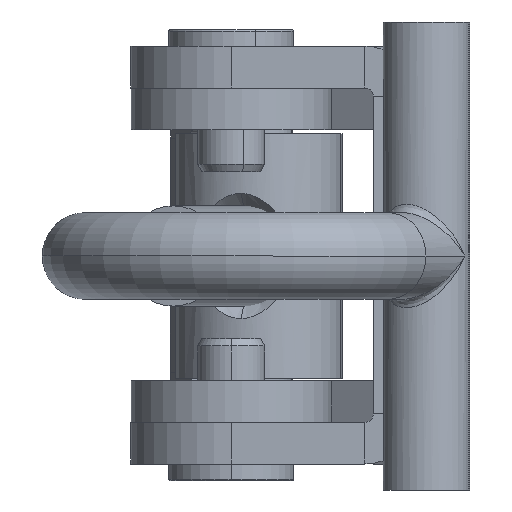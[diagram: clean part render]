
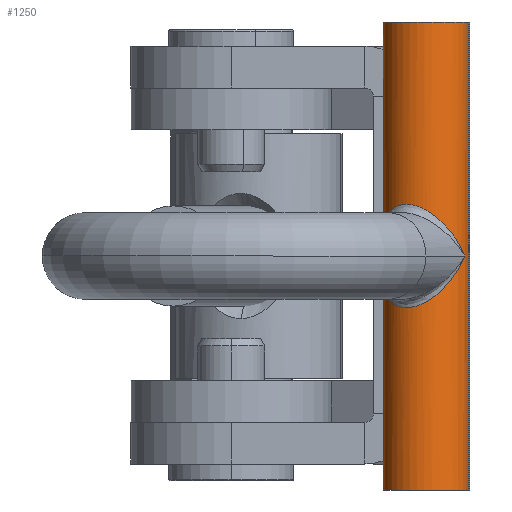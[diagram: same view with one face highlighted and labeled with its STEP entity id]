
A CAD part, left-side view. The second image highlights one B-rep face of the part: STEP entity #1250.
In plain terms, the highlighted cylindrical face has radius 2.59 mm (diameter 5.18 mm), a partial arc.
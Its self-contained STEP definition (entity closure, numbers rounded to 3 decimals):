
#24 = CARTESIAN_POINT ( 'NONE',  ( -21.595, 60.257, -4.859 ) ) ;
#58 = ORIENTED_EDGE ( 'NONE', *, *, #331, .T. ) ;
#131 = CARTESIAN_POINT ( 'NONE',  ( -22.649, 56.323, 0. ) ) ;
#177 = CYLINDRICAL_SURFACE ( 'NONE', #3002, 2.59 ) ;
#196 = VERTEX_POINT ( 'NONE', #1257 ) ;
#296 =( BOUNDED_CURVE ( )  B_SPLINE_CURVE ( 3, ( #996, #807, #2559, #131 ),
 .UNSPECIFIED., .F., .T. ) 
 B_SPLINE_CURVE_WITH_KNOTS ( ( 4, 4 ),
 ( 1.833, 4.712 ),
 .UNSPECIFIED. ) 
 CURVE ( )  GEOMETRIC_REPRESENTATION_ITEM ( )  RATIONAL_B_SPLINE_CURVE ( ( 1., 0.42, 0.42, 1. ) ) 
 REPRESENTATION_ITEM ( '' )  );
#331 = EDGE_CURVE ( 'NONE', #1581, #2424, #3048, .T. ) ;
#456 = EDGE_CURVE ( 'NONE', #1213, #2398, #1286, .T. ) ;
#594 = DIRECTION ( 'NONE',  ( 0., 0., 1. ) ) ;
#614 = ORIENTED_EDGE ( 'NONE', *, *, #938, .F. ) ;
#658 = CARTESIAN_POINT ( 'NONE',  ( -22.737, 55.652, 14. ) ) ;
#807 = CARTESIAN_POINT ( 'NONE',  ( -17.557, 59.725, 5.493 ) ) ;
#875 = AXIS2_PLACEMENT_3D ( 'NONE', #3011, #594, #3338 ) ;
#911 = DIRECTION ( 'NONE',  ( 0., 0., -1. ) ) ;
#918 = DIRECTION ( 'NONE',  ( -1., 0., 0. ) ) ;
#935 = CARTESIAN_POINT ( 'NONE',  ( -17.557, 55.652, 14. ) ) ;
#938 = EDGE_CURVE ( 'NONE', #196, #3801, #1030, .T. ) ;
#974 = CARTESIAN_POINT ( 'NONE',  ( -17.557, 55.652, -0.8 ) ) ;
#992 = DIRECTION ( 'NONE',  ( 0., 0., 1. ) ) ;
#996 = CARTESIAN_POINT ( 'NONE',  ( -17.557, 55.652, 0.8 ) ) ;
#1030 = LINE ( 'NONE', #658, #1657 ) ;
#1102 = CARTESIAN_POINT ( 'NONE',  ( -17.557, 55.652, 14. ) ) ;
#1167 = CARTESIAN_POINT ( 'NONE',  ( -17.557, 55.652, 14. ) ) ;
#1213 = VERTEX_POINT ( 'NONE', #2873 ) ;
#1237 = VECTOR ( 'NONE', #2493, 1000. ) ;
#1250 = ADVANCED_FACE ( 'NONE', ( #3282 ), #177, .T. ) ;
#1257 = CARTESIAN_POINT ( 'NONE',  ( -22.737, 55.652, 14. ) ) ;
#1286 =( BOUNDED_CURVE ( )  B_SPLINE_CURVE ( 3, ( #3918, #24, #2692, #974 ),
 .UNSPECIFIED., .F., .F. ) 
 B_SPLINE_CURVE_WITH_KNOTS ( ( 4, 4 ),
 ( 1.571, 4.451 ),
 .UNSPECIFIED. ) 
 CURVE ( )  GEOMETRIC_REPRESENTATION_ITEM ( )  RATIONAL_B_SPLINE_CURVE ( ( 1., 0.42, 0.42, 1. ) ) 
 REPRESENTATION_ITEM ( '' )  );
#1399 = AXIS2_PLACEMENT_3D ( 'NONE', #3081, #992, #3243 ) ;
#1417 = VECTOR ( 'NONE', #3401, 1000. ) ;
#1581 = VERTEX_POINT ( 'NONE', #1102 ) ;
#1657 = VECTOR ( 'NONE', #911, 1000. ) ;
#1723 = CARTESIAN_POINT ( 'NONE',  ( -17.557, 55.652, -0.8 ) ) ;
#1844 = DIRECTION ( 'NONE',  ( 0., 0., -1. ) ) ;
#1878 = EDGE_CURVE ( 'NONE', #2424, #1213, #296, .T. ) ;
#1895 = ORIENTED_EDGE ( 'NONE', *, *, #2944, .T. ) ;
#1896 = CARTESIAN_POINT ( 'NONE',  ( -20.147, 55.652, 14. ) ) ;
#1967 = VERTEX_POINT ( 'NONE', #3543 ) ;
#2133 = ORIENTED_EDGE ( 'NONE', *, *, #3176, .T. ) ;
#2398 = VERTEX_POINT ( 'NONE', #1723 ) ;
#2424 = VERTEX_POINT ( 'NONE', #3296 ) ;
#2493 = DIRECTION ( 'NONE',  ( 0., 0., -1. ) ) ;
#2559 = CARTESIAN_POINT ( 'NONE',  ( -21.595, 60.257, 4.859 ) ) ;
#2692 = CARTESIAN_POINT ( 'NONE',  ( -17.557, 59.725, -5.493 ) ) ;
#2697 = CIRCLE ( 'NONE', #875, 2.59 ) ;
#2740 = CIRCLE ( 'NONE', #1399, 2.59 ) ;
#2873 = CARTESIAN_POINT ( 'NONE',  ( -22.649, 56.323, 0. ) ) ;
#2917 = ORIENTED_EDGE ( 'NONE', *, *, #456, .T. ) ;
#2936 = ORIENTED_EDGE ( 'NONE', *, *, #3552, .F. ) ;
#2944 = EDGE_CURVE ( 'NONE', #2398, #1967, #3033, .T. ) ;
#2959 = EDGE_LOOP ( 'NONE', ( #2936, #58, #3436, #2917, #1895, #2133, #614 ) ) ;
#3002 = AXIS2_PLACEMENT_3D ( 'NONE', #1896, #1844, #918 ) ;
#3011 = CARTESIAN_POINT ( 'NONE',  ( -20.147, 55.652, -14. ) ) ;
#3033 = LINE ( 'NONE', #1167, #1417 ) ;
#3048 = LINE ( 'NONE', #935, #1237 ) ;
#3081 = CARTESIAN_POINT ( 'NONE',  ( -20.147, 55.652, 14. ) ) ;
#3176 = EDGE_CURVE ( 'NONE', #1967, #3801, #2697, .T. ) ;
#3243 = DIRECTION ( 'NONE',  ( 1., 0., 0. ) ) ;
#3282 = FACE_OUTER_BOUND ( 'NONE', #2959, .T. ) ;
#3296 = CARTESIAN_POINT ( 'NONE',  ( -17.557, 55.652, 0.8 ) ) ;
#3338 = DIRECTION ( 'NONE',  ( 1., 0., 0. ) ) ;
#3401 = DIRECTION ( 'NONE',  ( 0., 0., -1. ) ) ;
#3420 = CARTESIAN_POINT ( 'NONE',  ( -22.737, 55.652, -14. ) ) ;
#3436 = ORIENTED_EDGE ( 'NONE', *, *, #1878, .T. ) ;
#3543 = CARTESIAN_POINT ( 'NONE',  ( -17.557, 55.652, -14. ) ) ;
#3552 = EDGE_CURVE ( 'NONE', #1581, #196, #2740, .T. ) ;
#3801 = VERTEX_POINT ( 'NONE', #3420 ) ;
#3918 = CARTESIAN_POINT ( 'NONE',  ( -22.649, 56.323, 0. ) ) ;
